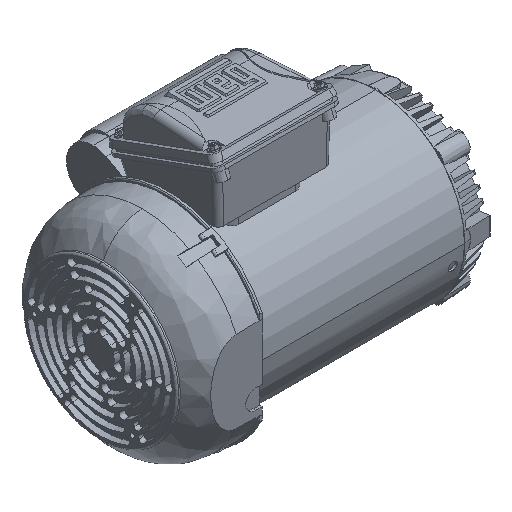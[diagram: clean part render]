
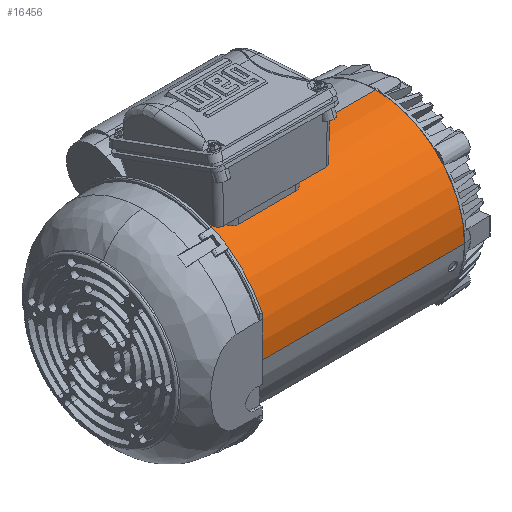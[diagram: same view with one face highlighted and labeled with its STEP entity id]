
A CAD part, isometric view. The second image highlights one B-rep face of the part: STEP entity #16456.
In plain terms, the highlighted cylindrical face has radius 81.875 mm (diameter 163.75 mm), a partial arc.
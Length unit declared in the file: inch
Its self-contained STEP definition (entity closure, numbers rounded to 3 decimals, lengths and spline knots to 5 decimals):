
#2213 = DIRECTION ( 'NONE',  ( -1., 0., 0. ) ) ;
#2807 = CIRCLE ( 'NONE', #27453, 3.22343 ) ;
#4116 = CIRCLE ( 'NONE', #22194, 3.22343 ) ;
#4398 = ORIENTED_EDGE ( 'NONE', *, *, #34071, .T. ) ;
#5060 = ORIENTED_EDGE ( 'NONE', *, *, #32382, .T. ) ;
#5556 = CARTESIAN_POINT ( 'NONE',  ( 21.34368, -3.22343, 0.00056 ) ) ;
#7308 = DIRECTION ( 'NONE',  ( 0., 0., 1. ) ) ;
#7940 = CARTESIAN_POINT ( 'NONE',  ( 0., -3.22343, 0.00056 ) ) ;
#9313 = VECTOR ( 'NONE', #23495, 39.37008 ) ;
#9811 = CARTESIAN_POINT ( 'NONE',  ( -7.48031, 0., 3.22343 ) ) ;
#10310 = VERTEX_POINT ( 'NONE', #7940 ) ;
#10750 = CARTESIAN_POINT ( 'NONE',  ( -7.48031, -3.22343, 0.00056 ) ) ;
#13691 = DIRECTION ( 'NONE',  ( -1., 0., 0. ) ) ;
#14645 = DIRECTION ( 'NONE',  ( 1., 0., 0. ) ) ;
#14955 = CARTESIAN_POINT ( 'NONE',  ( 0., 0., 3.22343 ) ) ;
#16012 = VECTOR ( 'NONE', #2213, 39.37008 ) ;
#16456 = ADVANCED_FACE ( 'NONE', ( #18568 ), #34526, .T. ) ;
#17240 = EDGE_LOOP ( 'NONE', ( #4398, #30878, #23249, #5060 ) ) ;
#17329 = CARTESIAN_POINT ( 'NONE',  ( 0., 0., 0. ) ) ;
#18016 = VERTEX_POINT ( 'NONE', #9811 ) ;
#18476 = CARTESIAN_POINT ( 'NONE',  ( -7.48031, 0., 0. ) ) ;
#18568 = FACE_OUTER_BOUND ( 'NONE', #17240, .T. ) ;
#19369 = VERTEX_POINT ( 'NONE', #10750 ) ;
#20859 = AXIS2_PLACEMENT_3D ( 'NONE', #29223, #41794, #7308 ) ;
#22194 = AXIS2_PLACEMENT_3D ( 'NONE', #18476, #14645, #32306 ) ;
#22571 = EDGE_CURVE ( 'NONE', #18016, #19369, #4116, .T. ) ;
#23249 = ORIENTED_EDGE ( 'NONE', *, *, #22571, .T. ) ;
#23495 = DIRECTION ( 'NONE',  ( 1., 0., 0. ) ) ;
#27453 = AXIS2_PLACEMENT_3D ( 'NONE', #17329, #13691, #33860 ) ;
#29223 = CARTESIAN_POINT ( 'NONE',  ( 21.34368, 0., 0. ) ) ;
#30878 = ORIENTED_EDGE ( 'NONE', *, *, #38676, .T. ) ;
#32306 = DIRECTION ( 'NONE',  ( 0., 0., 1. ) ) ;
#32382 = EDGE_CURVE ( 'NONE', #19369, #10310, #33229, .T. ) ;
#33229 = LINE ( 'NONE', #5556, #9313 ) ;
#33860 = DIRECTION ( 'NONE',  ( 0., 0., 1. ) ) ;
#34071 = EDGE_CURVE ( 'NONE', #10310, #34697, #2807, .T. ) ;
#34526 = CYLINDRICAL_SURFACE ( 'NONE', #20859, 3.22343 ) ;
#34697 = VERTEX_POINT ( 'NONE', #14955 ) ;
#38676 = EDGE_CURVE ( 'NONE', #34697, #18016, #43277, .T. ) ;
#40329 = CARTESIAN_POINT ( 'NONE',  ( 21.34368, 0., 3.22343 ) ) ;
#41794 = DIRECTION ( 'NONE',  ( -1., 0., 0. ) ) ;
#43277 = LINE ( 'NONE', #40329, #16012 ) ;
